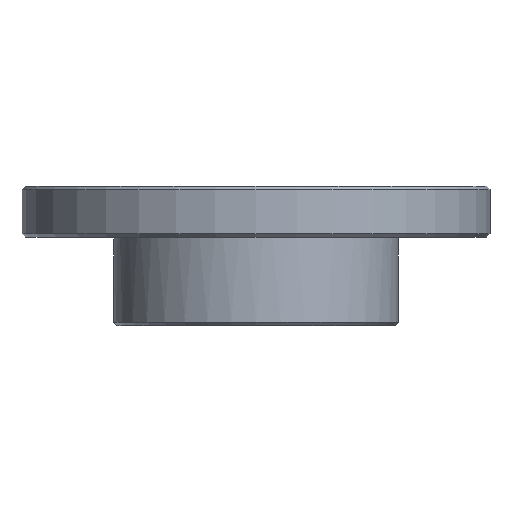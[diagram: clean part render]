
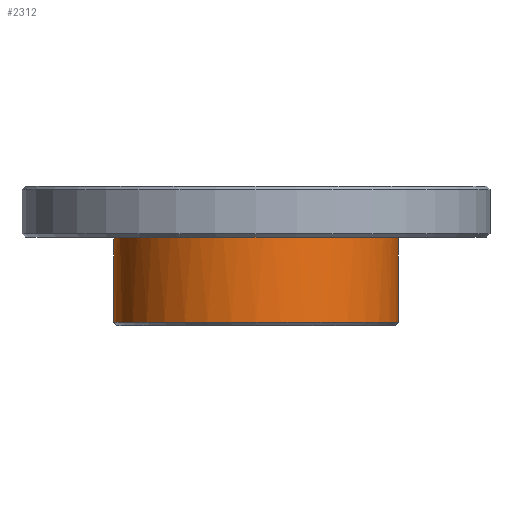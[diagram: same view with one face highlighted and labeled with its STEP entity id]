
A CAD part, front view. The second image highlights one B-rep face of the part: STEP entity #2312.
In plain terms, the highlighted cylindrical face has radius 22.5 mm (diameter 45 mm), a full revolution.
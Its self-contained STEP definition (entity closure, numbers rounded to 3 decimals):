
#25=ELLIPSE('',#2503,31.82,22.5);
#26=ELLIPSE('',#2508,31.82,22.5);
#28=ELLIPSE('',#2516,31.82,22.5);
#29=ELLIPSE('',#2518,31.82,22.5);
#30=ELLIPSE('',#2520,31.82,22.5);
#31=ELLIPSE('',#2522,31.82,22.5);
#80=CYLINDRICAL_SURFACE('',#2514,22.5);
#237=LINE('',#3722,#420);
#241=LINE('',#3733,#424);
#243=LINE('',#3739,#426);
#244=LINE('',#3747,#427);
#245=LINE('',#3751,#428);
#246=LINE('',#3759,#429);
#420=VECTOR('',#2934,1000.);
#424=VECTOR('',#2944,1000.);
#426=VECTOR('',#2950,1000.);
#427=VECTOR('',#2957,1000.);
#428=VECTOR('',#2960,1000.);
#429=VECTOR('',#2967,1000.);
#766=ORIENTED_EDGE('',*,*,#1336,.T.);
#767=ORIENTED_EDGE('',*,*,#1347,.T.);
#768=ORIENTED_EDGE('',*,*,#1354,.T.);
#769=ORIENTED_EDGE('',*,*,#1355,.F.);
#770=ORIENTED_EDGE('',*,*,#1356,.T.);
#771=ORIENTED_EDGE('',*,*,#1357,.T.);
#772=ORIENTED_EDGE('',*,*,#1358,.T.);
#773=ORIENTED_EDGE('',*,*,#1359,.T.);
#774=ORIENTED_EDGE('',*,*,#1360,.T.);
#775=ORIENTED_EDGE('',*,*,#1361,.F.);
#776=ORIENTED_EDGE('',*,*,#1362,.T.);
#777=ORIENTED_EDGE('',*,*,#1363,.T.);
#778=ORIENTED_EDGE('',*,*,#1364,.T.);
#779=ORIENTED_EDGE('',*,*,#1365,.T.);
#780=ORIENTED_EDGE('',*,*,#1366,.T.);
#781=ORIENTED_EDGE('',*,*,#1352,.F.);
#782=ORIENTED_EDGE('',*,*,#1339,.T.);
#783=ORIENTED_EDGE('',*,*,#1341,.T.);
#784=ORIENTED_EDGE('',*,*,#1344,.T.);
#1336=EDGE_CURVE('',#1635,#1635,#1778,.T.);
#1339=EDGE_CURVE('',#1639,#1638,#25,.F.);
#1341=EDGE_CURVE('',#1638,#1640,#1779,.T.);
#1344=EDGE_CURVE('',#1640,#1642,#26,.F.);
#1347=EDGE_CURVE('',#1642,#1644,#237,.T.);
#1352=EDGE_CURVE('',#1639,#1648,#241,.T.);
#1354=EDGE_CURVE('',#1644,#1649,#1782,.T.);
#1355=EDGE_CURVE('',#1650,#1649,#243,.T.);
#1356=EDGE_CURVE('',#1650,#1651,#28,.F.);
#1357=EDGE_CURVE('',#1651,#1652,#1783,.T.);
#1358=EDGE_CURVE('',#1652,#1653,#29,.F.);
#1359=EDGE_CURVE('',#1653,#1654,#244,.T.);
#1360=EDGE_CURVE('',#1654,#1655,#1784,.T.);
#1361=EDGE_CURVE('',#1656,#1655,#245,.T.);
#1362=EDGE_CURVE('',#1656,#1657,#30,.F.);
#1363=EDGE_CURVE('',#1657,#1658,#1785,.T.);
#1364=EDGE_CURVE('',#1658,#1659,#31,.F.);
#1365=EDGE_CURVE('',#1659,#1660,#246,.T.);
#1366=EDGE_CURVE('',#1660,#1648,#1786,.T.);
#1635=VERTEX_POINT('',#3699);
#1638=VERTEX_POINT('',#3705);
#1639=VERTEX_POINT('',#3707);
#1640=VERTEX_POINT('',#3711);
#1642=VERTEX_POINT('',#3717);
#1644=VERTEX_POINT('',#3723);
#1648=VERTEX_POINT('',#3734);
#1649=VERTEX_POINT('',#3738);
#1650=VERTEX_POINT('',#3740);
#1651=VERTEX_POINT('',#3742);
#1652=VERTEX_POINT('',#3744);
#1653=VERTEX_POINT('',#3746);
#1654=VERTEX_POINT('',#3748);
#1655=VERTEX_POINT('',#3750);
#1656=VERTEX_POINT('',#3752);
#1657=VERTEX_POINT('',#3754);
#1658=VERTEX_POINT('',#3756);
#1659=VERTEX_POINT('',#3758);
#1660=VERTEX_POINT('',#3760);
#1778=CIRCLE('',#2500,22.5);
#1779=CIRCLE('',#2505,22.5);
#1782=CIRCLE('',#2515,22.5);
#1783=CIRCLE('',#2517,22.5);
#1784=CIRCLE('',#2519,22.5);
#1785=CIRCLE('',#2521,22.5);
#1786=CIRCLE('',#2523,22.5);
#1892=EDGE_LOOP('',(#766));
#1893=EDGE_LOOP('',(#767,#768,#769,#770,#771,#772,#773,#774,#775,#776,#777,
#778,#779,#780,#781,#782,#783,#784));
#2059=FACE_BOUND('',#1892,.T.);
#2060=FACE_BOUND('',#1893,.T.);
#2312=ADVANCED_FACE('',(#2059,#2060),#80,.T.);
#2500=AXIS2_PLACEMENT_3D('',#3698,#2908,#2909);
#2503=AXIS2_PLACEMENT_3D('',#3706,#2915,#2916);
#2505=AXIS2_PLACEMENT_3D('',#3710,#2920,#2921);
#2508=AXIS2_PLACEMENT_3D('',#3716,#2927,#2928);
#2514=AXIS2_PLACEMENT_3D('',#3736,#2946,#2947);
#2515=AXIS2_PLACEMENT_3D('',#3737,#2948,#2949);
#2516=AXIS2_PLACEMENT_3D('',#3741,#2951,#2952);
#2517=AXIS2_PLACEMENT_3D('',#3743,#2953,#2954);
#2518=AXIS2_PLACEMENT_3D('',#3745,#2955,#2956);
#2519=AXIS2_PLACEMENT_3D('',#3749,#2958,#2959);
#2520=AXIS2_PLACEMENT_3D('',#3753,#2961,#2962);
#2521=AXIS2_PLACEMENT_3D('',#3755,#2963,#2964);
#2522=AXIS2_PLACEMENT_3D('',#3757,#2965,#2966);
#2523=AXIS2_PLACEMENT_3D('',#3761,#2968,#2969);
#2908=DIRECTION('',(0.,0.,1.));
#2909=DIRECTION('',(1.,0.,0.));
#2915=DIRECTION('',(-0.5,0.5,0.707));
#2916=DIRECTION('',(0.5,-0.5,0.707));
#2920=DIRECTION('',(0.,0.,-1.));
#2921=DIRECTION('',(-1.,0.,0.));
#2927=DIRECTION('',(0.183,-0.683,0.707));
#2928=DIRECTION('',(-0.183,0.683,0.707));
#2934=DIRECTION('',(0.,0.,1.));
#2944=DIRECTION('',(0.,0.,1.));
#2946=DIRECTION('',(0.,0.,1.));
#2947=DIRECTION('',(1.,0.,0.));
#2948=DIRECTION('',(0.,0.,-1.));
#2949=DIRECTION('',(-1.,0.,0.));
#2950=DIRECTION('',(0.,0.,1.));
#2951=DIRECTION('',(0.683,0.183,0.707));
#2952=DIRECTION('',(-0.683,-0.183,0.707));
#2953=DIRECTION('',(0.,0.,-1.));
#2954=DIRECTION('',(-1.,0.,0.));
#2955=DIRECTION('',(-0.683,0.183,0.707));
#2956=DIRECTION('',(0.683,-0.183,0.707));
#2957=DIRECTION('',(0.,0.,1.));
#2958=DIRECTION('',(0.,0.,-1.));
#2959=DIRECTION('',(-1.,0.,0.));
#2960=DIRECTION('',(0.,0.,1.));
#2961=DIRECTION('',(-0.183,-0.683,0.707));
#2962=DIRECTION('',(0.183,0.683,0.707));
#2963=DIRECTION('',(0.,0.,-1.));
#2964=DIRECTION('',(-1.,0.,0.));
#2965=DIRECTION('',(0.5,0.5,0.707));
#2966=DIRECTION('',(-0.5,-0.5,0.707));
#2967=DIRECTION('',(0.,0.,1.));
#2968=DIRECTION('',(0.,0.,-1.));
#2969=DIRECTION('',(-1.,0.,0.));
#3698=CARTESIAN_POINT('',(0.,0.,-12.5));
#3699=CARTESIAN_POINT('',(22.5,0.,-12.5));
#3705=CARTESIAN_POINT('',(-16.346,-15.462,6.));
#3706=CARTESIAN_POINT('',(0.,0.,6.625));
#3707=CARTESIAN_POINT('',(-15.998,-15.821,6.5));
#3710=CARTESIAN_POINT('',(0.,0.,6.));
#3711=CARTESIAN_POINT('',(-21.633,-6.185,6.));
#3716=CARTESIAN_POINT('',(0.,0.,6.375));
#3717=CARTESIAN_POINT('',(-21.765,-5.703,6.5));
#3722=CARTESIAN_POINT('',(-21.765,-5.703,6.));
#3723=CARTESIAN_POINT('',(-21.765,-5.703,8.5));
#3733=CARTESIAN_POINT('',(-15.998,-15.821,6.));
#3734=CARTESIAN_POINT('',(-15.998,-15.821,8.5));
#3736=CARTESIAN_POINT('',(0.,0.,-15.));
#3737=CARTESIAN_POINT('',(0.,0.,8.5));
#3738=CARTESIAN_POINT('',(-5.703,21.765,8.5));
#3739=CARTESIAN_POINT('',(-5.703,21.765,6.));
#3740=CARTESIAN_POINT('',(-5.703,21.765,6.5));
#3741=CARTESIAN_POINT('',(0.,0.,6.625));
#3742=CARTESIAN_POINT('',(-5.217,21.887,6.));
#3743=CARTESIAN_POINT('',(0.,0.,6.));
#3744=CARTESIAN_POINT('',(5.46,21.827,6.));
#3745=CARTESIAN_POINT('',(0.,0.,6.375));
#3746=CARTESIAN_POINT('',(5.944,21.701,6.5));
#3747=CARTESIAN_POINT('',(5.944,21.701,6.));
#3748=CARTESIAN_POINT('',(5.944,21.701,8.5));
#3749=CARTESIAN_POINT('',(0.,0.,8.5));
#3750=CARTESIAN_POINT('',(21.701,-5.944,8.5));
#3751=CARTESIAN_POINT('',(21.701,-5.944,6.));
#3752=CARTESIAN_POINT('',(21.701,-5.944,6.5));
#3753=CARTESIAN_POINT('',(0.,0.,6.625));
#3754=CARTESIAN_POINT('',(21.563,-6.425,6.));
#3755=CARTESIAN_POINT('',(0.,0.,6.));
#3756=CARTESIAN_POINT('',(16.173,-15.643,6.));
#3757=CARTESIAN_POINT('',(0.,0.,6.375));
#3758=CARTESIAN_POINT('',(15.821,-15.998,6.5));
#3759=CARTESIAN_POINT('',(15.821,-15.998,6.));
#3760=CARTESIAN_POINT('',(15.821,-15.998,8.5));
#3761=CARTESIAN_POINT('',(0.,0.,8.5));
